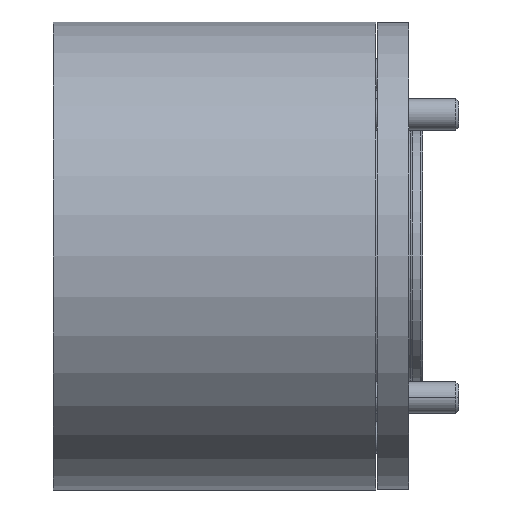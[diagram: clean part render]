
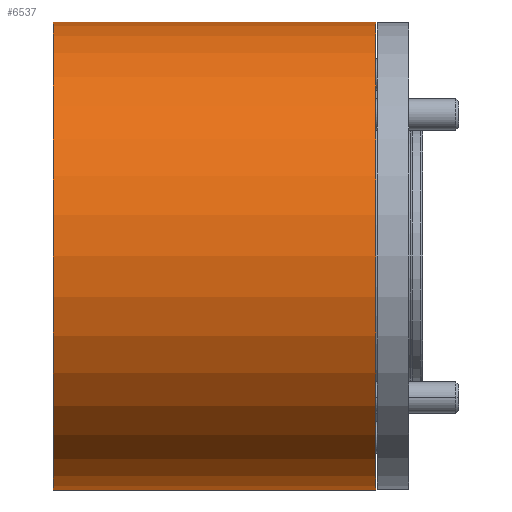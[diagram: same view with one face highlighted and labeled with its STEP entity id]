
A CAD part, front view. The second image highlights one B-rep face of the part: STEP entity #6537.
In plain terms, the highlighted cylindrical face has radius 45 mm (diameter 90 mm), a partial arc.
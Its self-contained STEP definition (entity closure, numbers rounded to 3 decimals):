
#277 = CARTESIAN_POINT ( 'NONE',  ( 0., 0., 45. ) ) ;
#278 = VECTOR ( 'NONE', #8327, 1000. ) ;
#1181 = CIRCLE ( 'NONE', #6634, 45. ) ;
#1315 = DIRECTION ( 'NONE',  ( -1., 0., 0. ) ) ;
#1362 = ORIENTED_EDGE ( 'NONE', *, *, #13062, .T. ) ;
#1950 = CYLINDRICAL_SURFACE ( 'NONE', #5477, 45. ) ;
#1971 = LINE ( 'NONE', #9844, #5432 ) ;
#2151 = CARTESIAN_POINT ( 'NONE',  ( -39.259, 0., 0. ) ) ;
#2181 = EDGE_CURVE ( 'NONE', #9175, #9212, #3958, .T. ) ;
#2529 = ORIENTED_EDGE ( 'NONE', *, *, #12362, .F. ) ;
#2552 = DIRECTION ( 'NONE',  ( 0., 0., 1. ) ) ;
#2577 = DIRECTION ( 'NONE',  ( -1., 0., 0. ) ) ;
#2681 = CARTESIAN_POINT ( 'NONE',  ( 62., 0., -45. ) ) ;
#2973 = VERTEX_POINT ( 'NONE', #9675 ) ;
#3739 = CARTESIAN_POINT ( 'NONE',  ( 62., 0., 0. ) ) ;
#3958 = LINE ( 'NONE', #9394, #278 ) ;
#4040 = CIRCLE ( 'NONE', #11578, 45. ) ;
#4884 = VERTEX_POINT ( 'NONE', #2681 ) ;
#5386 = EDGE_LOOP ( 'NONE', ( #2529, #1362, #8191, #11856 ) ) ;
#5432 = VECTOR ( 'NONE', #1315, 1000. ) ;
#5477 = AXIS2_PLACEMENT_3D ( 'NONE', #2151, #10036, #10992 ) ;
#5966 = CARTESIAN_POINT ( 'NONE',  ( 0., 0., 0. ) ) ;
#5994 = DIRECTION ( 'NONE',  ( 0., 0., 1. ) ) ;
#6537 = ADVANCED_FACE ( 'NONE', ( #9261 ), #1950, .T. ) ;
#6634 = AXIS2_PLACEMENT_3D ( 'NONE', #5966, #8174, #2552 ) ;
#8174 = DIRECTION ( 'NONE',  ( -1., 0., 0. ) ) ;
#8191 = ORIENTED_EDGE ( 'NONE', *, *, #2181, .T. ) ;
#8327 = DIRECTION ( 'NONE',  ( -1., 0., 0. ) ) ;
#9139 = EDGE_CURVE ( 'NONE', #2973, #9212, #1181, .T. ) ;
#9175 = VERTEX_POINT ( 'NONE', #13766 ) ;
#9212 = VERTEX_POINT ( 'NONE', #277 ) ;
#9261 = FACE_OUTER_BOUND ( 'NONE', #5386, .T. ) ;
#9394 = CARTESIAN_POINT ( 'NONE',  ( -39.259, 0., 45. ) ) ;
#9675 = CARTESIAN_POINT ( 'NONE',  ( 0., 0., -45. ) ) ;
#9844 = CARTESIAN_POINT ( 'NONE',  ( -39.259, 0., -45. ) ) ;
#10036 = DIRECTION ( 'NONE',  ( -1., 0., 0. ) ) ;
#10992 = DIRECTION ( 'NONE',  ( 0., 0., 1. ) ) ;
#11578 = AXIS2_PLACEMENT_3D ( 'NONE', #3739, #2577, #5994 ) ;
#11856 = ORIENTED_EDGE ( 'NONE', *, *, #9139, .F. ) ;
#12362 = EDGE_CURVE ( 'NONE', #4884, #2973, #1971, .T. ) ;
#13062 = EDGE_CURVE ( 'NONE', #4884, #9175, #4040, .T. ) ;
#13766 = CARTESIAN_POINT ( 'NONE',  ( 62., 0., 45. ) ) ;
